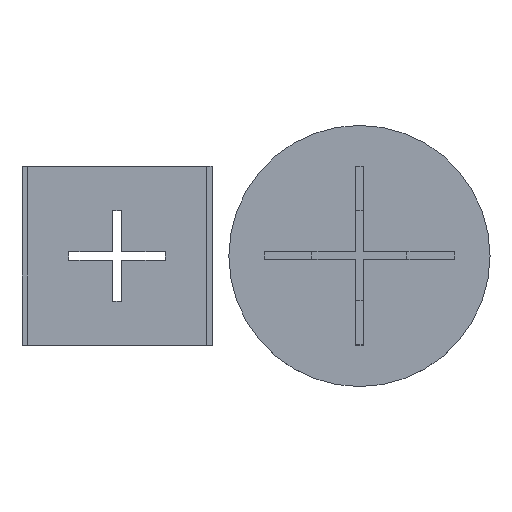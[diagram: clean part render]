
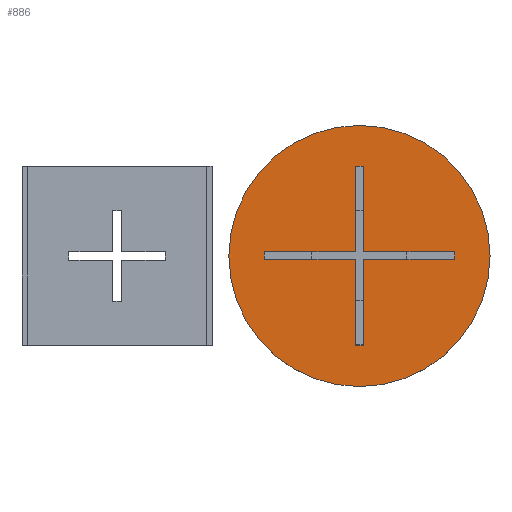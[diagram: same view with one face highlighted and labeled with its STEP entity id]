
A CAD part, top view. The second image highlights one B-rep face of the part: STEP entity #886.
In plain terms, the highlighted planar face has unit normal (0, 0, 1).
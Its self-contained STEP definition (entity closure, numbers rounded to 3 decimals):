
#14=CIRCLE('',#948,35.018);
#22=FACE_BOUND('',#102,.T.);
#53=FACE_OUTER_BOUND('',#101,.T.);
#101=EDGE_LOOP('',(#725));
#102=EDGE_LOOP('',(#726,#727,#728,#729,#730,#731,#732,#733,#734,#735,#736,
#737));
#211=LINE('',#1379,#332);
#212=LINE('',#1381,#333);
#213=LINE('',#1383,#334);
#214=LINE('',#1385,#335);
#215=LINE('',#1387,#336);
#216=LINE('',#1389,#337);
#217=LINE('',#1391,#338);
#218=LINE('',#1393,#339);
#219=LINE('',#1395,#340);
#220=LINE('',#1397,#341);
#221=LINE('',#1399,#342);
#222=LINE('',#1400,#343);
#332=VECTOR('',#1124,10.);
#333=VECTOR('',#1125,10.);
#334=VECTOR('',#1126,10.);
#335=VECTOR('',#1127,10.);
#336=VECTOR('',#1128,10.);
#337=VECTOR('',#1129,10.);
#338=VECTOR('',#1130,10.);
#339=VECTOR('',#1131,10.);
#340=VECTOR('',#1132,10.);
#341=VECTOR('',#1133,10.);
#342=VECTOR('',#1134,10.);
#343=VECTOR('',#1135,10.);
#426=VERTEX_POINT('',#1375);
#427=VERTEX_POINT('',#1377);
#428=VERTEX_POINT('',#1378);
#429=VERTEX_POINT('',#1380);
#430=VERTEX_POINT('',#1382);
#431=VERTEX_POINT('',#1384);
#432=VERTEX_POINT('',#1386);
#433=VERTEX_POINT('',#1388);
#434=VERTEX_POINT('',#1390);
#435=VERTEX_POINT('',#1392);
#436=VERTEX_POINT('',#1394);
#437=VERTEX_POINT('',#1396);
#438=VERTEX_POINT('',#1398);
#535=EDGE_CURVE('',#426,#426,#14,.T.);
#536=EDGE_CURVE('',#427,#428,#211,.T.);
#537=EDGE_CURVE('',#428,#429,#212,.T.);
#538=EDGE_CURVE('',#429,#430,#213,.T.);
#539=EDGE_CURVE('',#430,#431,#214,.T.);
#540=EDGE_CURVE('',#431,#432,#215,.T.);
#541=EDGE_CURVE('',#432,#433,#216,.T.);
#542=EDGE_CURVE('',#433,#434,#217,.T.);
#543=EDGE_CURVE('',#434,#435,#218,.T.);
#544=EDGE_CURVE('',#435,#436,#219,.T.);
#545=EDGE_CURVE('',#436,#437,#220,.T.);
#546=EDGE_CURVE('',#437,#438,#221,.T.);
#547=EDGE_CURVE('',#438,#427,#222,.T.);
#725=ORIENTED_EDGE('',*,*,#535,.F.);
#726=ORIENTED_EDGE('',*,*,#536,.T.);
#727=ORIENTED_EDGE('',*,*,#537,.T.);
#728=ORIENTED_EDGE('',*,*,#538,.T.);
#729=ORIENTED_EDGE('',*,*,#539,.T.);
#730=ORIENTED_EDGE('',*,*,#540,.T.);
#731=ORIENTED_EDGE('',*,*,#541,.T.);
#732=ORIENTED_EDGE('',*,*,#542,.T.);
#733=ORIENTED_EDGE('',*,*,#543,.T.);
#734=ORIENTED_EDGE('',*,*,#544,.T.);
#735=ORIENTED_EDGE('',*,*,#545,.T.);
#736=ORIENTED_EDGE('',*,*,#546,.T.);
#737=ORIENTED_EDGE('',*,*,#547,.T.);
#841=PLANE('',#947);
#886=ADVANCED_FACE('',(#53,#22),#841,.F.);
#947=AXIS2_PLACEMENT_3D('',#1374,#1120,#1121);
#948=AXIS2_PLACEMENT_3D('',#1376,#1122,#1123);
#1120=DIRECTION('center_axis',(0.,0.,-1.));
#1121=DIRECTION('ref_axis',(1.,0.,0.));
#1122=DIRECTION('center_axis',(0.,0.,-1.));
#1123=DIRECTION('ref_axis',(1.,0.,0.));
#1124=DIRECTION('',(1.,0.,0.));
#1125=DIRECTION('',(0.,-1.,0.));
#1126=DIRECTION('',(-1.,0.,0.));
#1127=DIRECTION('',(0.,-1.,0.));
#1128=DIRECTION('',(-1.,0.,0.));
#1129=DIRECTION('',(0.,1.,0.));
#1130=DIRECTION('',(-1.,0.,0.));
#1131=DIRECTION('',(0.,1.,0.));
#1132=DIRECTION('',(1.,0.,0.));
#1133=DIRECTION('',(0.,1.,0.));
#1134=DIRECTION('',(1.,0.,0.));
#1135=DIRECTION('',(0.,-1.,0.));
#1374=CARTESIAN_POINT('Origin',(74.,74.,-75.));
#1375=CARTESIAN_POINT('',(38.982,74.,-75.));
#1376=CARTESIAN_POINT('Origin',(74.,74.,-75.));
#1377=CARTESIAN_POINT('',(75.,75.,-75.));
#1378=CARTESIAN_POINT('',(99.5,75.,-75.));
#1379=CARTESIAN_POINT('',(48.5,75.,-75.));
#1380=CARTESIAN_POINT('',(99.5,73.,-75.));
#1381=CARTESIAN_POINT('',(99.5,75.,-75.));
#1382=CARTESIAN_POINT('',(75.,73.,-75.));
#1383=CARTESIAN_POINT('',(99.5,73.,-75.));
#1384=CARTESIAN_POINT('',(75.,50.,-75.));
#1385=CARTESIAN_POINT('',(75.,98.,-75.));
#1386=CARTESIAN_POINT('',(73.,50.,-75.));
#1387=CARTESIAN_POINT('',(75.,50.,-75.));
#1388=CARTESIAN_POINT('',(73.,73.,-75.));
#1389=CARTESIAN_POINT('',(73.,50.,-75.));
#1390=CARTESIAN_POINT('',(48.5,73.,-75.));
#1391=CARTESIAN_POINT('',(99.5,73.,-75.));
#1392=CARTESIAN_POINT('',(48.5,75.,-75.));
#1393=CARTESIAN_POINT('',(48.5,73.,-75.));
#1394=CARTESIAN_POINT('',(73.,75.,-75.));
#1395=CARTESIAN_POINT('',(48.5,75.,-75.));
#1396=CARTESIAN_POINT('',(73.,98.,-75.));
#1397=CARTESIAN_POINT('',(73.,50.,-75.));
#1398=CARTESIAN_POINT('',(75.,98.,-75.));
#1399=CARTESIAN_POINT('',(73.,98.,-75.));
#1400=CARTESIAN_POINT('',(75.,98.,-75.));
